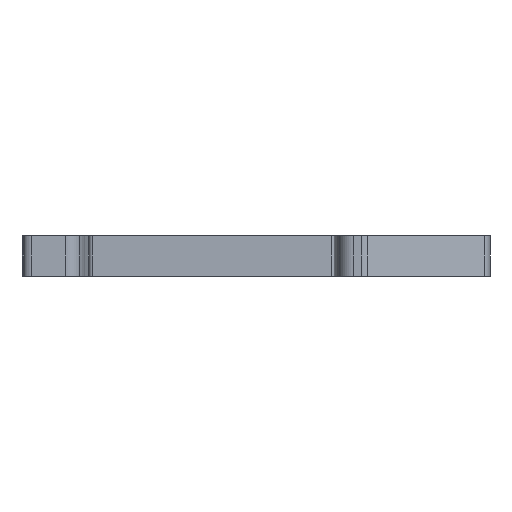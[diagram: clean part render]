
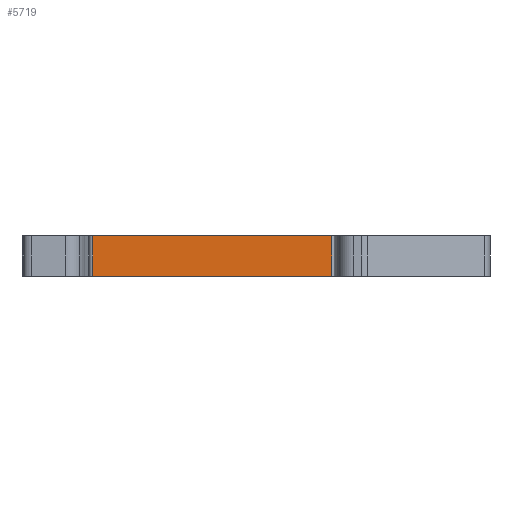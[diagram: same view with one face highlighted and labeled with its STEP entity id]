
A CAD part, front view. The second image highlights one B-rep face of the part: STEP entity #5719.
In plain terms, the highlighted planar face has unit normal (0, -1, 0).
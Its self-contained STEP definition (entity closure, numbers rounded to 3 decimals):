
#1138=DIRECTION('',(-1.,0.,0.));
#1139=VECTOR('',#1138,30.895);
#1140=CARTESIAN_POINT('',(20.7,-11.6,2.6));
#1141=LINE('',#1140,#1139);
#1900=DIRECTION('',(0.,0.,-1.));
#1901=VECTOR('',#1900,5.2);
#1902=CARTESIAN_POINT('',(-10.195,-11.6,2.6));
#1903=LINE('',#1902,#1901);
#1908=DIRECTION('',(0.,0.,-1.));
#1909=VECTOR('',#1908,5.2);
#1910=CARTESIAN_POINT('',(20.7,-11.6,2.6));
#1911=LINE('',#1910,#1909);
#1912=DIRECTION('',(-1.,0.,0.));
#1913=VECTOR('',#1912,30.895);
#1914=CARTESIAN_POINT('',(20.7,-11.6,-2.6));
#1915=LINE('',#1914,#1913);
#3299=CARTESIAN_POINT('',(-10.195,-11.6,-2.6));
#3300=VERTEX_POINT('',#3299);
#3301=CARTESIAN_POINT('',(20.7,-11.6,-2.6));
#3302=VERTEX_POINT('',#3301);
#3565=CARTESIAN_POINT('',(20.7,-11.6,2.6));
#3566=VERTEX_POINT('',#3565);
#3567=CARTESIAN_POINT('',(-10.195,-11.6,2.6));
#3568=VERTEX_POINT('',#3567);
#5707=CARTESIAN_POINT('',(-10.195,-11.6,-5.));
#5708=DIRECTION('',(0.,-1.,0.));
#5709=DIRECTION('',(1.,0.,0.));
#5710=AXIS2_PLACEMENT_3D('',#5707,#5708,#5709);
#5711=PLANE('',#5710);
#5712=ORIENTED_EDGE('',*,*,#4561,.F.);
#5714=ORIENTED_EDGE('',*,*,#5713,.T.);
#5715=ORIENTED_EDGE('',*,*,#4271,.T.);
#5716=ORIENTED_EDGE('',*,*,#5699,.F.);
#5717=EDGE_LOOP('',(#5712,#5714,#5715,#5716));
#5718=FACE_OUTER_BOUND('',#5717,.F.);
#4271=EDGE_CURVE('',#3302,#3300,#1915,.T.);
#4561=EDGE_CURVE('',#3566,#3568,#1141,.T.);
#5699=EDGE_CURVE('',#3568,#3300,#1903,.T.);
#5713=EDGE_CURVE('',#3566,#3302,#1911,.T.);
#5719=ADVANCED_FACE('',(#5718),#5711,.T.);
